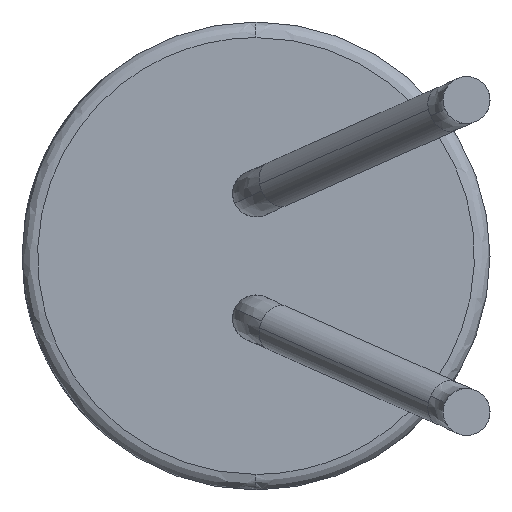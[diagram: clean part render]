
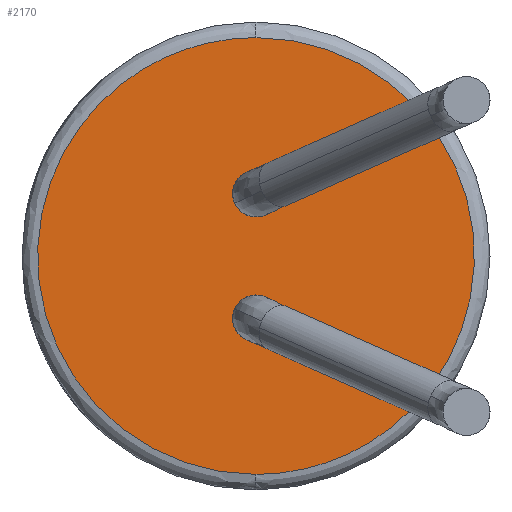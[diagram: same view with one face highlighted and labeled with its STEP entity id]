
A CAD part, left-side view. The second image highlights one B-rep face of the part: STEP entity #2170.
In plain terms, the highlighted planar face has unit normal (-1, 0, 0).
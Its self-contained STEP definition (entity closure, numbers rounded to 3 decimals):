
#223 = FACE_BOUND ( 'NONE', #10122, .T. ) ;
#948 = CIRCLE ( 'NONE', #6083, 0.15 ) ;
#971 = CARTESIAN_POINT ( 'NONE',  ( -8., 1.5, 1.4 ) ) ;
#1073 = VERTEX_POINT ( 'NONE', #971 ) ;
#1075 = CARTESIAN_POINT ( 'NONE',  ( -8., 1.5, 0.4 ) ) ;
#1103 = EDGE_CURVE ( 'NONE', #1073, #3915, #1664, .T. ) ;
#1118 = VERTEX_POINT ( 'NONE', #9978 ) ;
#1200 = ORIENTED_EDGE ( 'NONE', *, *, #8947, .F. ) ;
#1272 = DIRECTION ( 'NONE',  ( -1., 0., 0. ) ) ;
#1295 = DIRECTION ( 'NONE',  ( 1., 0., 0. ) ) ;
#1664 =( BOUNDED_CURVE ( )  B_SPLINE_CURVE ( 3, ( #10178, #13130, #5054, #1908 ),
 .UNSPECIFIED., .F., .T. ) 
 B_SPLINE_CURVE_WITH_KNOTS ( ( 4, 4 ),
 ( 0., 1. ),
 .UNSPECIFIED. ) 
 CURVE ( )  GEOMETRIC_REPRESENTATION_ITEM ( )  RATIONAL_B_SPLINE_CURVE ( ( 1., 0.333, 0.333, 1. ) ) 
 REPRESENTATION_ITEM ( '' )  );
#1908 = CARTESIAN_POINT ( 'NONE',  ( -8., 1.5, -1.4 ) ) ;
#1913 = DIRECTION ( 'NONE',  ( -1., 0., 0. ) ) ;
#2085 = DIRECTION ( 'NONE',  ( 0., 1., 0. ) ) ;
#2105 =( BOUNDED_CURVE ( )  B_SPLINE_CURVE ( 3, ( #4714, #10043, #4918, #2958 ),
 .UNSPECIFIED., .F., .T. ) 
 B_SPLINE_CURVE_WITH_KNOTS ( ( 4, 4 ),
 ( 0., 1. ),
 .UNSPECIFIED. ) 
 CURVE ( )  GEOMETRIC_REPRESENTATION_ITEM ( )  RATIONAL_B_SPLINE_CURVE ( ( 1., 0.333, 0.333, 1. ) ) 
 REPRESENTATION_ITEM ( '' )  );
#2170 = ADVANCED_FACE ( 'NONE', ( #8704, #5327, #223 ), #6407, .F. ) ;
#2446 = EDGE_CURVE ( 'NONE', #4488, #9329, #948, .T. ) ;
#2850 = ORIENTED_EDGE ( 'NONE', *, *, #4156, .F. ) ;
#2958 = CARTESIAN_POINT ( 'NONE',  ( -8., 1.5, 1.4 ) ) ;
#2986 = CARTESIAN_POINT ( 'NONE',  ( -8., 1.35, 0.4 ) ) ;
#3037 = CARTESIAN_POINT ( 'NONE',  ( -8., 1.5, 0.4 ) ) ;
#3075 = CARTESIAN_POINT ( 'NONE',  ( -8., 1.5, -0.4 ) ) ;
#3610 = EDGE_LOOP ( 'NONE', ( #13028, #4554 ) ) ;
#3784 = AXIS2_PLACEMENT_3D ( 'NONE', #7745, #4706, #13051 ) ;
#3915 = VERTEX_POINT ( 'NONE', #12971 ) ;
#4156 = EDGE_CURVE ( 'NONE', #9329, #4488, #10105, .T. ) ;
#4488 = VERTEX_POINT ( 'NONE', #2986 ) ;
#4554 = ORIENTED_EDGE ( 'NONE', *, *, #11891, .F. ) ;
#4706 = DIRECTION ( 'NONE',  ( -1., 0., 0. ) ) ;
#4714 = CARTESIAN_POINT ( 'NONE',  ( -8., 1.5, -1.4 ) ) ;
#4918 = CARTESIAN_POINT ( 'NONE',  ( -8., 4.3, 1.4 ) ) ;
#4946 = AXIS2_PLACEMENT_3D ( 'NONE', #3075, #1272, #7131 ) ;
#5054 = CARTESIAN_POINT ( 'NONE',  ( -8., -1.3, -1.4 ) ) ;
#5229 = DIRECTION ( 'NONE',  ( -1., 0., 0. ) ) ;
#5327 = FACE_OUTER_BOUND ( 'NONE', #7223, .T. ) ;
#5792 = ORIENTED_EDGE ( 'NONE', *, *, #1103, .F. ) ;
#5798 = EDGE_CURVE ( 'NONE', #5997, #1118, #7879, .T. ) ;
#5997 = VERTEX_POINT ( 'NONE', #11336 ) ;
#6083 = AXIS2_PLACEMENT_3D ( 'NONE', #3037, #1913, #6888 ) ;
#6407 = PLANE ( 'NONE',  #9984 ) ;
#6888 = DIRECTION ( 'NONE',  ( 0., 1., 0. ) ) ;
#7131 = DIRECTION ( 'NONE',  ( 0., 1., 0. ) ) ;
#7223 = EDGE_LOOP ( 'NONE', ( #1200, #5792 ) ) ;
#7531 = AXIS2_PLACEMENT_3D ( 'NONE', #1075, #5229, #2085 ) ;
#7745 = CARTESIAN_POINT ( 'NONE',  ( -8., 1.5, -0.4 ) ) ;
#7879 = CIRCLE ( 'NONE', #3784, 0.15 ) ;
#8704 = FACE_BOUND ( 'NONE', #3610, .T. ) ;
#8947 = EDGE_CURVE ( 'NONE', #3915, #1073, #2105, .T. ) ;
#9329 = VERTEX_POINT ( 'NONE', #13092 ) ;
#9423 = ORIENTED_EDGE ( 'NONE', *, *, #2446, .F. ) ;
#9483 = CIRCLE ( 'NONE', #4946, 0.15 ) ;
#9512 = DIRECTION ( 'NONE',  ( 0., 0., -1. ) ) ;
#9978 = CARTESIAN_POINT ( 'NONE',  ( -8., 1.35, -0.4 ) ) ;
#9984 = AXIS2_PLACEMENT_3D ( 'NONE', #10516, #1295, #9512 ) ;
#10043 = CARTESIAN_POINT ( 'NONE',  ( -8., 4.3, -1.4 ) ) ;
#10105 = CIRCLE ( 'NONE', #7531, 0.15 ) ;
#10122 = EDGE_LOOP ( 'NONE', ( #2850, #9423 ) ) ;
#10178 = CARTESIAN_POINT ( 'NONE',  ( -8., 1.5, 1.4 ) ) ;
#10516 = CARTESIAN_POINT ( 'NONE',  ( -8., 1.5, 0. ) ) ;
#11336 = CARTESIAN_POINT ( 'NONE',  ( -8., 1.65, -0.4 ) ) ;
#11891 = EDGE_CURVE ( 'NONE', #1118, #5997, #9483, .T. ) ;
#12971 = CARTESIAN_POINT ( 'NONE',  ( -8., 1.5, -1.4 ) ) ;
#13028 = ORIENTED_EDGE ( 'NONE', *, *, #5798, .F. ) ;
#13051 = DIRECTION ( 'NONE',  ( 0., 1., 0. ) ) ;
#13092 = CARTESIAN_POINT ( 'NONE',  ( -8., 1.65, 0.4 ) ) ;
#13130 = CARTESIAN_POINT ( 'NONE',  ( -8., -1.3, 1.4 ) ) ;
